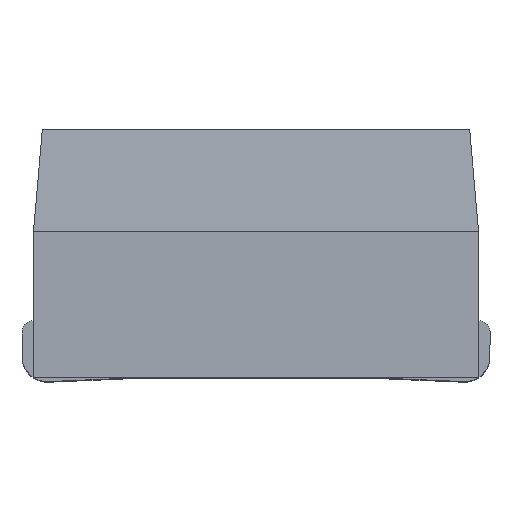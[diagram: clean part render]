
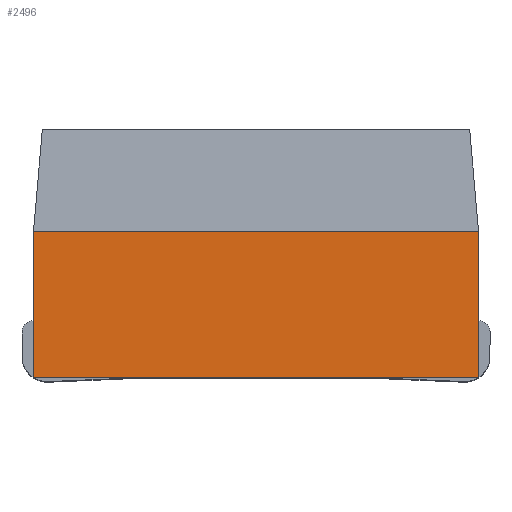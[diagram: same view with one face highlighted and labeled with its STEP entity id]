
A CAD part, top view. The second image highlights one B-rep face of the part: STEP entity #2496.
In plain terms, the highlighted planar face has unit normal (0, 0, 1).
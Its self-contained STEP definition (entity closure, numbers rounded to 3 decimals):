
#68 = PLANE ( 'NONE',  #2308 ) ;
#135 = ORIENTED_EDGE ( 'NONE', *, *, #1815, .T. ) ;
#268 = VERTEX_POINT ( 'NONE', #2536 ) ;
#458 = EDGE_CURVE ( 'NONE', #1061, #268, #1469, .T. ) ;
#462 = VERTEX_POINT ( 'NONE', #1173 ) ;
#538 = VERTEX_POINT ( 'NONE', #1499 ) ;
#628 = DIRECTION ( 'NONE',  ( 0., -1., 0. ) ) ;
#683 = VECTOR ( 'NONE', #1963, 1000. ) ;
#751 = ORIENTED_EDGE ( 'NONE', *, *, #458, .T. ) ;
#802 = CARTESIAN_POINT ( 'NONE',  ( -1.75, 1.95, 1.75 ) ) ;
#825 = ORIENTED_EDGE ( 'NONE', *, *, #1871, .F. ) ;
#926 = EDGE_LOOP ( 'NONE', ( #825, #751, #1887, #135 ) ) ;
#994 = VECTOR ( 'NONE', #1826, 1000. ) ;
#998 = VECTOR ( 'NONE', #1846, 1000. ) ;
#1061 = VERTEX_POINT ( 'NONE', #1087 ) ;
#1087 = CARTESIAN_POINT ( 'NONE',  ( 1.75, 1.15, 1.75 ) ) ;
#1107 = VECTOR ( 'NONE', #628, 1000. ) ;
#1173 = CARTESIAN_POINT ( 'NONE',  ( -1.75, 0., 1.75 ) ) ;
#1469 = LINE ( 'NONE', #2425, #683 ) ;
#1499 = CARTESIAN_POINT ( 'NONE',  ( 1.75, 0., 1.75 ) ) ;
#1815 = EDGE_CURVE ( 'NONE', #462, #538, #2032, .T. ) ;
#1826 = DIRECTION ( 'NONE',  ( 0., -1., 0. ) ) ;
#1837 = CARTESIAN_POINT ( 'NONE',  ( 1.75, 1.95, 1.75 ) ) ;
#1846 = DIRECTION ( 'NONE',  ( 1., 0., 0. ) ) ;
#1871 = EDGE_CURVE ( 'NONE', #1061, #538, #3002, .T. ) ;
#1887 = ORIENTED_EDGE ( 'NONE', *, *, #2922, .T. ) ;
#1894 = DIRECTION ( 'NONE',  ( -1., 0., 0. ) ) ;
#1963 = DIRECTION ( 'NONE',  ( -1., 0., 0. ) ) ;
#2032 = LINE ( 'NONE', #2741, #998 ) ;
#2080 = LINE ( 'NONE', #3023, #994 ) ;
#2308 = AXIS2_PLACEMENT_3D ( 'NONE', #802, #2716, #1894 ) ;
#2425 = CARTESIAN_POINT ( 'NONE',  ( -1.75, 1.15, 1.75 ) ) ;
#2496 = ADVANCED_FACE ( 'NONE', ( #2954 ), #68, .F. ) ;
#2536 = CARTESIAN_POINT ( 'NONE',  ( -1.75, 1.15, 1.75 ) ) ;
#2716 = DIRECTION ( 'NONE',  ( 0., 0., -1. ) ) ;
#2741 = CARTESIAN_POINT ( 'NONE',  ( -1.75, 0., 1.75 ) ) ;
#2922 = EDGE_CURVE ( 'NONE', #268, #462, #2080, .T. ) ;
#2954 = FACE_OUTER_BOUND ( 'NONE', #926, .T. ) ;
#3002 = LINE ( 'NONE', #1837, #1107 ) ;
#3023 = CARTESIAN_POINT ( 'NONE',  ( -1.75, 1.95, 1.75 ) ) ;
